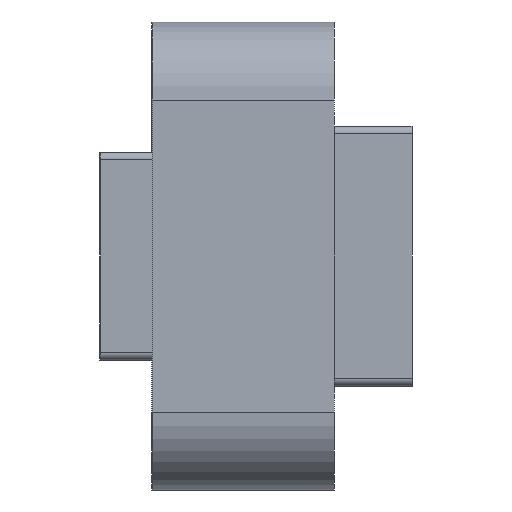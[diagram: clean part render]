
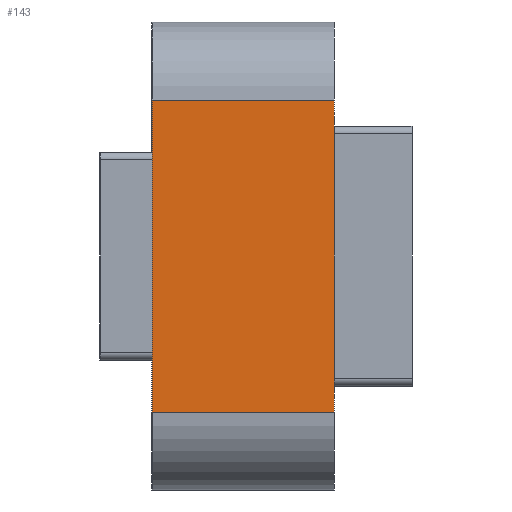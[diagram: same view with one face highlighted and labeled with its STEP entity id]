
A CAD part, left-side view. The second image highlights one B-rep face of the part: STEP entity #143.
In plain terms, the highlighted planar face has unit normal (-1, 0, 0).
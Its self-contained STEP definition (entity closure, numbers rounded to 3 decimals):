
#143=ADVANCED_FACE('',(#333),#334,.T.);
#333=FACE_OUTER_BOUND('',#565,.T.);
#334=PLANE('',#566);
#565=EDGE_LOOP('',(#9550,#9551,#9552,#9553));
#566=AXIS2_PLACEMENT_3D('',#9554,#9555,#9556);
#9550=ORIENTED_EDGE('',*,*,#10107,.T.);
#9551=ORIENTED_EDGE('',*,*,#10129,.T.);
#9552=ORIENTED_EDGE('',*,*,#10066,.T.);
#9553=ORIENTED_EDGE('',*,*,#10127,.F.);
#9554=CARTESIAN_POINT('',(-42.,-10.,-9.0));
#9555=DIRECTION('',(-1.0,0.,0.0));
#9556=DIRECTION('',(0.,-1.0,0.));
#10066=EDGE_CURVE('',#10406,#10404,#10407,.T.);
#10107=EDGE_CURVE('',#10477,#10475,#10478,.T.);
#10127=EDGE_CURVE('',#10477,#10404,#10507,.F.);
#10129=EDGE_CURVE('',#10475,#10406,#10509,.F.);
#10404=VERTEX_POINT('',#10895);
#10406=VERTEX_POINT('',#10897);
#10407=LINE('',#10898,#10899);
#10475=VERTEX_POINT('',#10990);
#10477=VERTEX_POINT('',#10992);
#10478=LINE('',#10993,#10994);
#10507=LINE('',#11031,#11032);
#10509=LINE('',#11034,#11035);
#10895=CARTESIAN_POINT('',(-42.,-7.,6.0));
#10897=CARTESIAN_POINT('',(-42.,-7.,-6.0));
#10898=CARTESIAN_POINT('',(-42.,-7.,-9.45));
#10899=VECTOR('',#11542,1.0);
#10990=CARTESIAN_POINT('',(-42.0,0.,-6.0));
#10992=CARTESIAN_POINT('',(-42.0,0.,6.0));
#10993=CARTESIAN_POINT('',(-42.0,0.,0.45));
#10994=VECTOR('',#11605,1.0);
#11031=CARTESIAN_POINT('',(-42.,0.35,6.0));
#11032=VECTOR('',#11635,1.0);
#11034=CARTESIAN_POINT('',(-42.,0.35,-6.0));
#11035=VECTOR('',#11636,1.0);
#11542=DIRECTION('',(0.,0.,1.0));
#11605=DIRECTION('',(0.,0.,-1.0));
#11635=DIRECTION('',(0.,1.0,0.));
#11636=DIRECTION('',(0.,1.0,0.));
